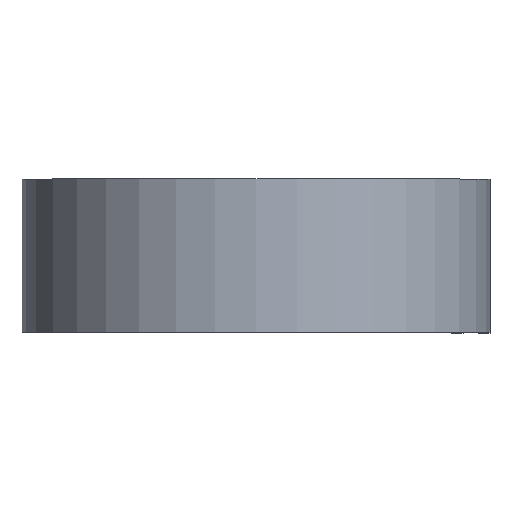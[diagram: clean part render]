
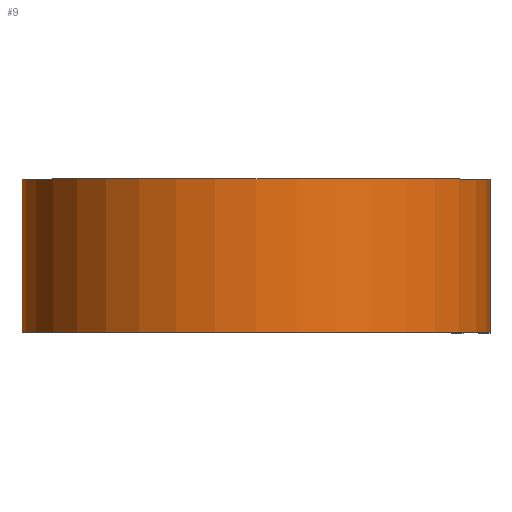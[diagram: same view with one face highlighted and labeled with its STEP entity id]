
A CAD part, top view. The second image highlights one B-rep face of the part: STEP entity #9.
In plain terms, the highlighted cylindrical face has radius 24.232 mm (diameter 48.463 mm), a partial arc.
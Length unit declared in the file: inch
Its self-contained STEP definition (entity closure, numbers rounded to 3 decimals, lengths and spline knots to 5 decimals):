
#1 = EDGE_CURVE ( 'NONE', #15, #153, #469, .T. ) ;
#9 = ADVANCED_FACE ( 'NONE', ( #194 ), #519, .T. ) ;
#15 = VERTEX_POINT ( 'NONE', #656 ) ;
#16 = DIRECTION ( 'NONE',  ( 0., -1., 0. ) ) ;
#19 = CARTESIAN_POINT ( 'NONE',  ( 0.954, 0.3125, 0. ) ) ;
#22 = AXIS2_PLACEMENT_3D ( 'NONE', #576, #690, #385 ) ;
#82 = VERTEX_POINT ( 'NONE', #489 ) ;
#118 = DIRECTION ( 'NONE',  ( 1., 0., 0. ) ) ;
#131 = ORIENTED_EDGE ( 'NONE', *, *, #1, .T. ) ;
#136 = CARTESIAN_POINT ( 'NONE',  ( 0., -0.3125, -0.954 ) ) ;
#148 = ORIENTED_EDGE ( 'NONE', *, *, #605, .T. ) ;
#153 = VERTEX_POINT ( 'NONE', #136 ) ;
#161 = VERTEX_POINT ( 'NONE', #177 ) ;
#169 = DIRECTION ( 'NONE',  ( 0., -1., 0. ) ) ;
#177 = CARTESIAN_POINT ( 'NONE',  ( 0.954, 0.3125, 0. ) ) ;
#178 = CARTESIAN_POINT ( 'NONE',  ( 0., -0.3125, 0. ) ) ;
#194 = FACE_OUTER_BOUND ( 'NONE', #633, .T. ) ;
#218 = DIRECTION ( 'NONE',  ( 0., 1., 0. ) ) ;
#359 = LINE ( 'NONE', #19, #393 ) ;
#362 = AXIS2_PLACEMENT_3D ( 'NONE', #178, #218, #118 ) ;
#367 = EDGE_CURVE ( 'NONE', #161, #82, #359, .T. ) ;
#369 = AXIS2_PLACEMENT_3D ( 'NONE', #714, #169, #670 ) ;
#385 = DIRECTION ( 'NONE',  ( 1., 0., 0. ) ) ;
#393 = VECTOR ( 'NONE', #16, 39.37008 ) ;
#456 = CIRCLE ( 'NONE', #22, 0.954 ) ;
#469 = LINE ( 'NONE', #637, #594 ) ;
#489 = CARTESIAN_POINT ( 'NONE',  ( 0.954, -0.3125, 0. ) ) ;
#519 = CYLINDRICAL_SURFACE ( 'NONE', #369, 0.954 ) ;
#576 = CARTESIAN_POINT ( 'NONE',  ( 0., 0.3125, 0. ) ) ;
#584 = DIRECTION ( 'NONE',  ( 0., -1., 0. ) ) ;
#594 = VECTOR ( 'NONE', #584, 39.37008 ) ;
#605 = EDGE_CURVE ( 'NONE', #153, #82, #726, .T. ) ;
#633 = EDGE_LOOP ( 'NONE', ( #148, #712, #636, #131 ) ) ;
#636 = ORIENTED_EDGE ( 'NONE', *, *, #666, .F. ) ;
#637 = CARTESIAN_POINT ( 'NONE',  ( 0., 0.3125, -0.954 ) ) ;
#656 = CARTESIAN_POINT ( 'NONE',  ( 0., 0.3125, -0.954 ) ) ;
#666 = EDGE_CURVE ( 'NONE', #15, #161, #456, .T. ) ;
#670 = DIRECTION ( 'NONE',  ( 0., 0., -1. ) ) ;
#690 = DIRECTION ( 'NONE',  ( 0., 1., 0. ) ) ;
#712 = ORIENTED_EDGE ( 'NONE', *, *, #367, .F. ) ;
#714 = CARTESIAN_POINT ( 'NONE',  ( 0., 0.3125, 0. ) ) ;
#726 = CIRCLE ( 'NONE', #362, 0.954 ) ;
